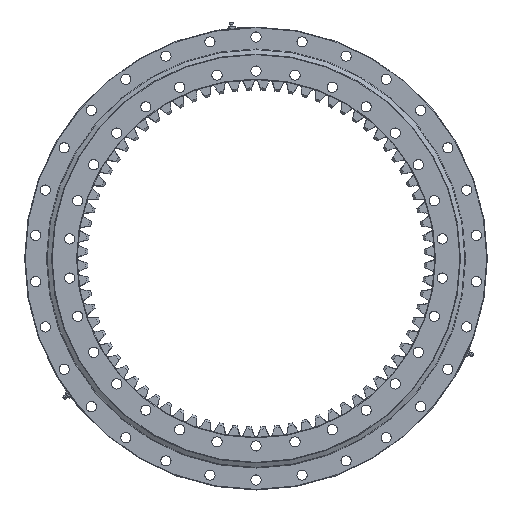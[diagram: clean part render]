
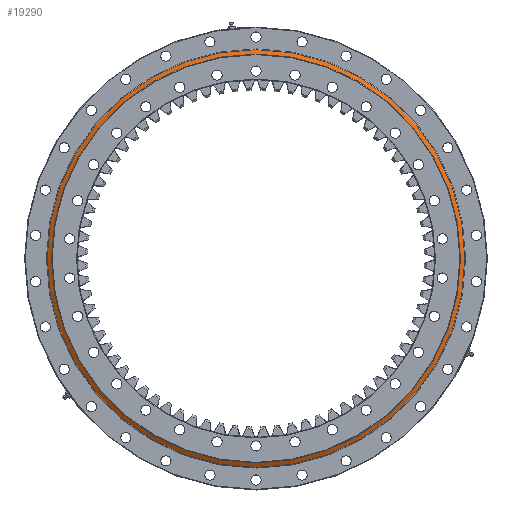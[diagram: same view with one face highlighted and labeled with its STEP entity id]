
A CAD part, top view. The second image highlights one B-rep face of the part: STEP entity #19290.
In plain terms, the highlighted conical face has half-angle 58.57 degrees and reference radius 360 mm.
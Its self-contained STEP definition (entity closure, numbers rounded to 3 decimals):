
#1072 = CIRCLE ( 'NONE', #17913, 360. ) ;
#3296 = ORIENTED_EDGE ( 'NONE', *, *, #22219, .F. ) ;
#4920 = AXIS2_PLACEMENT_3D ( 'NONE', #30903, #26209, #15929 ) ;
#5471 = CARTESIAN_POINT ( 'NONE',  ( 353., 2., 0. ) ) ;
#7906 = EDGE_LOOP ( 'NONE', ( #3296 ) ) ;
#7940 = VERTEX_POINT ( 'NONE', #27337 ) ;
#9250 = CARTESIAN_POINT ( 'NONE',  ( 353., -2.61, -367.544 ) ) ;
#9940 = VERTEX_POINT ( 'NONE', #9250 ) ;
#10403 = DIRECTION ( 'NONE',  ( 0., 0., -1. ) ) ;
#14631 = EDGE_LOOP ( 'NONE', ( #16235 ) ) ;
#15433 = CARTESIAN_POINT ( 'NONE',  ( 353., 2., 0. ) ) ;
#15929 = DIRECTION ( 'NONE',  ( 0., 0., -1. ) ) ;
#16235 = ORIENTED_EDGE ( 'NONE', *, *, #31747, .T. ) ;
#17913 = AXIS2_PLACEMENT_3D ( 'NONE', #15433, #20467, #20236 ) ;
#19290 = ADVANCED_FACE ( 'NONE', ( #27933, #21653 ), #19717, .T. ) ;
#19717 = CONICAL_SURFACE ( 'NONE', #22465, 360., 1.022 ) ;
#20236 = DIRECTION ( 'NONE',  ( 0., 0., -1. ) ) ;
#20467 = DIRECTION ( 'NONE',  ( 0., -1., 0. ) ) ;
#20660 = DIRECTION ( 'NONE',  ( 0., -1., 0. ) ) ;
#21653 = FACE_BOUND ( 'NONE', #14631, .T. ) ;
#22219 = EDGE_CURVE ( 'NONE', #9940, #9940, #25866, .T. ) ;
#22465 = AXIS2_PLACEMENT_3D ( 'NONE', #5471, #20660, #10403 ) ;
#25866 = CIRCLE ( 'NONE', #4920, 367.544 ) ;
#26209 = DIRECTION ( 'NONE',  ( 0., -1., 0. ) ) ;
#27337 = CARTESIAN_POINT ( 'NONE',  ( 353., 2., -360. ) ) ;
#27933 = FACE_OUTER_BOUND ( 'NONE', #7906, .T. ) ;
#30903 = CARTESIAN_POINT ( 'NONE',  ( 353., -2.61, 0. ) ) ;
#31747 = EDGE_CURVE ( 'NONE', #7940, #7940, #1072, .T. ) ;
